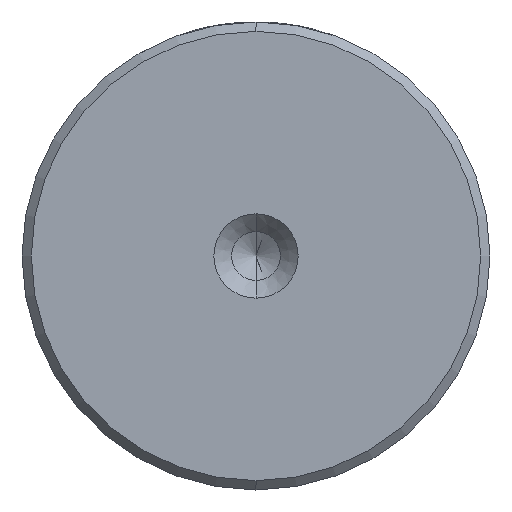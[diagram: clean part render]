
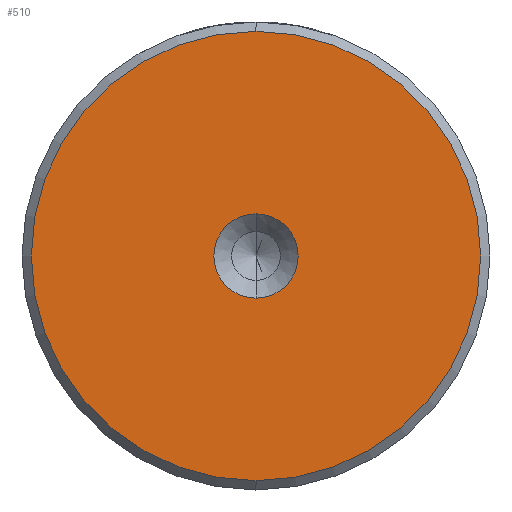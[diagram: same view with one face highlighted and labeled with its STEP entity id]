
A CAD part, left-side view. The second image highlights one B-rep face of the part: STEP entity #510.
In plain terms, the highlighted planar face has unit normal (-1, 0, 0).
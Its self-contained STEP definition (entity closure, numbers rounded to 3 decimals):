
#50 = CIRCLE ( 'NONE', #2300, 2.25 ) ;
#96 = DIRECTION ( 'NONE',  ( 0., 0., 1. ) ) ;
#107 = CARTESIAN_POINT ( 'NONE',  ( 0., 0., 0. ) ) ;
#151 = VERTEX_POINT ( 'NONE', #745 ) ;
#183 = ORIENTED_EDGE ( 'NONE', *, *, #308, .T. ) ;
#308 = EDGE_CURVE ( 'NONE', #1472, #606, #633, .T. ) ;
#338 = DIRECTION ( 'NONE',  ( 0., 0., 1. ) ) ;
#349 = EDGE_CURVE ( 'NONE', #606, #1472, #1710, .T. ) ;
#510 = ADVANCED_FACE ( 'NONE', ( #2811, #2250 ), #960, .T. ) ;
#556 = DIRECTION ( 'NONE',  ( -1., 0., 0. ) ) ;
#606 = VERTEX_POINT ( 'NONE', #2520 ) ;
#633 = CIRCLE ( 'NONE', #1358, 12. ) ;
#694 = ORIENTED_EDGE ( 'NONE', *, *, #349, .T. ) ;
#745 = CARTESIAN_POINT ( 'NONE',  ( 0., 0., 2.25 ) ) ;
#799 = ORIENTED_EDGE ( 'NONE', *, *, #2352, .F. ) ;
#926 = VERTEX_POINT ( 'NONE', #1919 ) ;
#960 = PLANE ( 'NONE',  #1461 ) ;
#1009 = DIRECTION ( 'NONE',  ( -1., 0., 0. ) ) ;
#1015 = DIRECTION ( 'NONE',  ( -1., 0., 0. ) ) ;
#1125 = CIRCLE ( 'NONE', #2574, 2.25 ) ;
#1169 = CARTESIAN_POINT ( 'NONE',  ( 0., 0., 0. ) ) ;
#1214 = AXIS2_PLACEMENT_3D ( 'NONE', #2324, #1015, #2540 ) ;
#1358 = AXIS2_PLACEMENT_3D ( 'NONE', #2315, #1009, #2530 ) ;
#1388 = DIRECTION ( 'NONE',  ( -1., 0., 0. ) ) ;
#1461 = AXIS2_PLACEMENT_3D ( 'NONE', #1169, #556, #2060 ) ;
#1472 = VERTEX_POINT ( 'NONE', #2523 ) ;
#1563 = EDGE_LOOP ( 'NONE', ( #694, #183 ) ) ;
#1633 = DIRECTION ( 'NONE',  ( -1., 0., 0. ) ) ;
#1710 = CIRCLE ( 'NONE', #1214, 12. ) ;
#1919 = CARTESIAN_POINT ( 'NONE',  ( 0., 0., -2.25 ) ) ;
#2060 = DIRECTION ( 'NONE',  ( 0., 0., 1. ) ) ;
#2122 = ORIENTED_EDGE ( 'NONE', *, *, #2378, .F. ) ;
#2250 = FACE_BOUND ( 'NONE', #2608, .T. ) ;
#2300 = AXIS2_PLACEMENT_3D ( 'NONE', #2694, #1388, #96 ) ;
#2315 = CARTESIAN_POINT ( 'NONE',  ( 0., 0., 0. ) ) ;
#2324 = CARTESIAN_POINT ( 'NONE',  ( 0., 0., 0. ) ) ;
#2352 = EDGE_CURVE ( 'NONE', #926, #151, #50, .T. ) ;
#2378 = EDGE_CURVE ( 'NONE', #151, #926, #1125, .T. ) ;
#2520 = CARTESIAN_POINT ( 'NONE',  ( 0., 0., -12. ) ) ;
#2523 = CARTESIAN_POINT ( 'NONE',  ( 0., 0., 12. ) ) ;
#2530 = DIRECTION ( 'NONE',  ( 0., 0., 1. ) ) ;
#2540 = DIRECTION ( 'NONE',  ( 0., 0., 1. ) ) ;
#2574 = AXIS2_PLACEMENT_3D ( 'NONE', #107, #1633, #338 ) ;
#2608 = EDGE_LOOP ( 'NONE', ( #2122, #799 ) ) ;
#2694 = CARTESIAN_POINT ( 'NONE',  ( 0., 0., 0. ) ) ;
#2811 = FACE_OUTER_BOUND ( 'NONE', #1563, .T. ) ;
